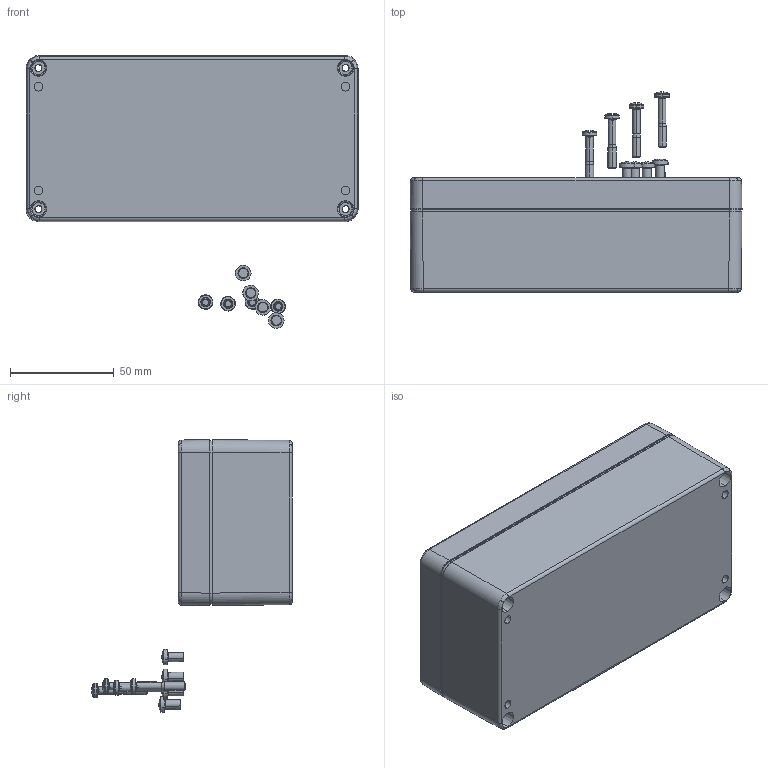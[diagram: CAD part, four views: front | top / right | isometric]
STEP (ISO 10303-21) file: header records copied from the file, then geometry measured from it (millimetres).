
FILE_DESCRIPTION (( 'STEP AP214' ), '1' );
FILE_NAME ('03081606.STEP', '2008-10-01T10:55:25', ( ' ' ), ( '' ), 'SwSTEP 2.0', 'SolidWorks 2008', '' );
FILE_SCHEMA (( 'AUTOMOTIVE_DESIGN' ));
Length unit declared in the file: millimetre
Products named in the file (9): 93214_WN1442 D4,5x7,8; 5200.009.0_Standard; 51005_Standard; 31090-Einpressbuchse_Standard; 82002_im Deckel eingebaut; 03081606; 31093_Standard; 32093_Standard
Assembly tree (17 placements, depth 3):
  03081606
    51005_Standard
      5200.009.0_Standard  x4
      93214_WN1442 D4,5x7,8  x4
    32093_Standard
    82002_im Deckel eingebaut
    31093_Standard
      31090-Einpressbuchse_Standard  x4
      31093_Standard
Bounding box: 160 x 96.55 x 131.49 mm (x, y, z)
Volume: 159267.1 mm3; surface area: 117565 mm2
Topology: 15 solids, 15 shells, 1546 faces, 3774 edges, 2304 vertices
Faces by surface type: plane 609, cylinder 287, cone 220, bspline 220, torus 202, sphere 8
Entity records: 42484 total; most frequent: CARTESIAN_POINT 17628, ORIENTED_EDGE 5304, DIRECTION 5004, EDGE_CURVE 2652, AXIS2_PLACEMENT_3D 1946, VERTEX_POINT 1590, EDGE_LOOP 1192, FACE_OUTER_BOUND 1120
